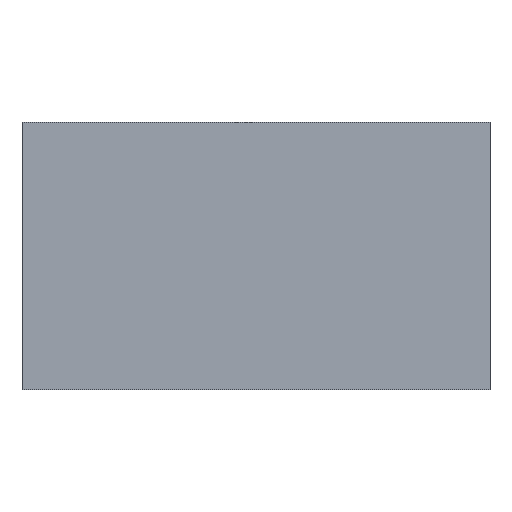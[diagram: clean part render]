
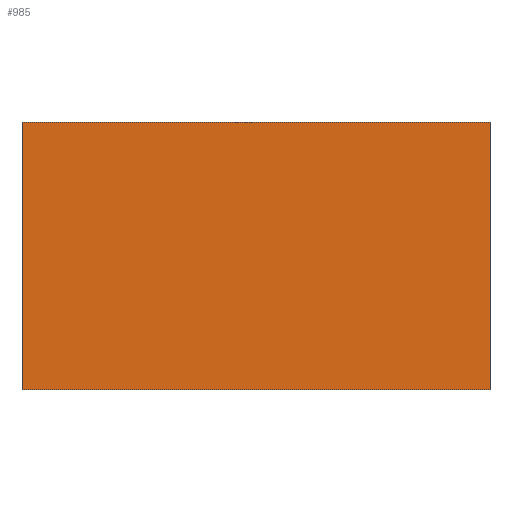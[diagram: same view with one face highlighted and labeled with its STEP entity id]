
A CAD part, front view. The second image highlights one B-rep face of the part: STEP entity #985.
In plain terms, the highlighted planar face has unit normal (0, -1, 0).
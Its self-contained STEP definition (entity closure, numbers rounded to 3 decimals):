
#12 = CARTESIAN_POINT ( 'NONE',  ( 3.5, -0.4, 2. ) ) ;
#30 = CARTESIAN_POINT ( 'NONE',  ( -3.5, -0.4, -2. ) ) ;
#56 = EDGE_CURVE ( 'NONE', #401, #818, #70, .T. ) ;
#70 = LINE ( 'NONE', #223, #1232 ) ;
#74 = CARTESIAN_POINT ( 'NONE',  ( -3.5, -0.4, 2. ) ) ;
#141 = VECTOR ( 'NONE', #987, 1000. ) ;
#205 = EDGE_CURVE ( 'NONE', #1110, #328, #763, .T. ) ;
#223 = CARTESIAN_POINT ( 'NONE',  ( 3.5, -0.4, 2. ) ) ;
#328 = VERTEX_POINT ( 'NONE', #1174 ) ;
#340 = DIRECTION ( 'NONE',  ( 0., 0., -1. ) ) ;
#341 = ORIENTED_EDGE ( 'NONE', *, *, #575, .F. ) ;
#365 = VECTOR ( 'NONE', #414, 1000. ) ;
#380 = ORIENTED_EDGE ( 'NONE', *, *, #56, .F. ) ;
#387 = CARTESIAN_POINT ( 'NONE',  ( -3.5, -0.4, 2. ) ) ;
#401 = VERTEX_POINT ( 'NONE', #12 ) ;
#414 = DIRECTION ( 'NONE',  ( -1., 0., 0. ) ) ;
#471 = ORIENTED_EDGE ( 'NONE', *, *, #205, .F. ) ;
#575 = EDGE_CURVE ( 'NONE', #818, #1110, #652, .T. ) ;
#579 = PLANE ( 'NONE',  #1124 ) ;
#652 = LINE ( 'NONE', #903, #365 ) ;
#663 = CARTESIAN_POINT ( 'NONE',  ( 3.5, -0.4, -2. ) ) ;
#691 = DIRECTION ( 'NONE',  ( 0., -1., 0. ) ) ;
#745 = DIRECTION ( 'NONE',  ( 0., 0., 1. ) ) ;
#763 = LINE ( 'NONE', #74, #873 ) ;
#797 = DIRECTION ( 'NONE',  ( 0., 0., -1. ) ) ;
#818 = VERTEX_POINT ( 'NONE', #1241 ) ;
#860 = ORIENTED_EDGE ( 'NONE', *, *, #1039, .F. ) ;
#873 = VECTOR ( 'NONE', #745, 1000. ) ;
#903 = CARTESIAN_POINT ( 'NONE',  ( -3.5, -0.4, -2. ) ) ;
#985 = ADVANCED_FACE ( 'NONE', ( #1028 ), #579, .T. ) ;
#987 = DIRECTION ( 'NONE',  ( 1., 0., 0. ) ) ;
#1028 = FACE_OUTER_BOUND ( 'NONE', #1235, .T. ) ;
#1039 = EDGE_CURVE ( 'NONE', #328, #401, #1066, .T. ) ;
#1066 = LINE ( 'NONE', #387, #141 ) ;
#1110 = VERTEX_POINT ( 'NONE', #30 ) ;
#1124 = AXIS2_PLACEMENT_3D ( 'NONE', #663, #691, #797 ) ;
#1174 = CARTESIAN_POINT ( 'NONE',  ( -3.5, -0.4, 2. ) ) ;
#1232 = VECTOR ( 'NONE', #340, 1000. ) ;
#1235 = EDGE_LOOP ( 'NONE', ( #380, #860, #471, #341 ) ) ;
#1241 = CARTESIAN_POINT ( 'NONE',  ( 3.5, -0.4, -2. ) ) ;
